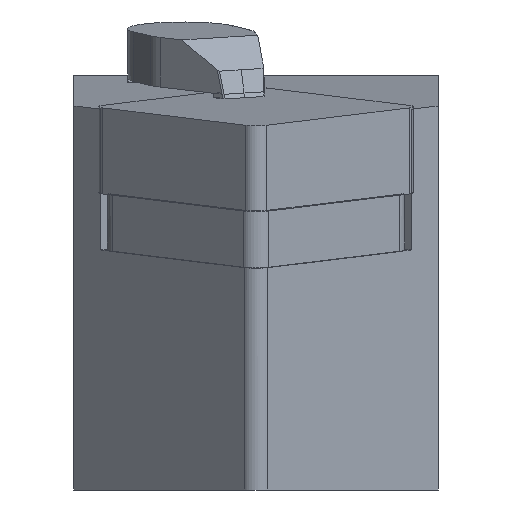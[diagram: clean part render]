
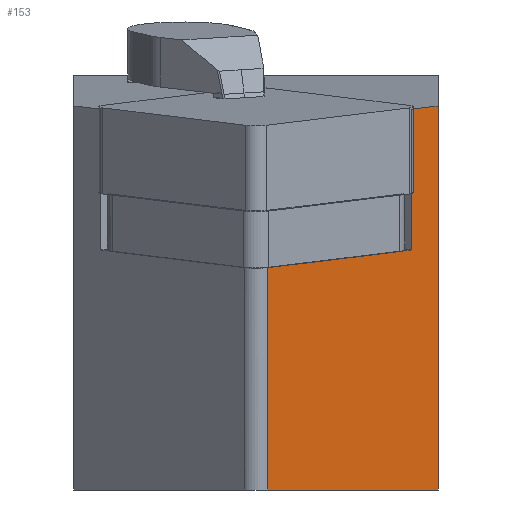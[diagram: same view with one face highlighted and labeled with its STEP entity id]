
A CAD part, left-side view. The second image highlights one B-rep face of the part: STEP entity #153.
In plain terms, the highlighted planar face has unit normal (-0.702, -0.707, -0.086).
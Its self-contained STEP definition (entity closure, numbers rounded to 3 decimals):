
#153=ADVANCED_FACE('',(#261),#211,.F.);
#211=PLANE('',#1291);
#261=FACE_OUTER_BOUND('',#323,.T.);
#323=EDGE_LOOP('',(#723,#724,#725,#726,#727,#728,#729));
#387=LINE('',#1742,#515);
#399=LINE('',#1768,#527);
#402=LINE('',#1782,#530);
#412=LINE('',#1802,#540);
#421=LINE('',#1819,#549);
#422=LINE('',#1821,#550);
#423=LINE('',#1823,#551);
#515=VECTOR('',#1415,1.);
#527=VECTOR('',#1433,1.);
#530=VECTOR('',#1448,1.);
#540=VECTOR('',#1462,1.);
#549=VECTOR('',#1475,1.);
#550=VECTOR('',#1476,1.);
#551=VECTOR('',#1477,1.);
#723=ORIENTED_EDGE('',*,*,#1087,.T.);
#724=ORIENTED_EDGE('',*,*,#1100,.F.);
#725=ORIENTED_EDGE('',*,*,#1126,.F.);
#726=ORIENTED_EDGE('',*,*,#1127,.T.);
#727=ORIENTED_EDGE('',*,*,#1128,.F.);
#728=ORIENTED_EDGE('',*,*,#1117,.F.);
#729=ORIENTED_EDGE('',*,*,#1107,.F.);
#971=VERTEX_POINT('',#1741);
#972=VERTEX_POINT('',#1743);
#982=VERTEX_POINT('',#1767);
#988=VERTEX_POINT('',#1783);
#996=VERTEX_POINT('',#1803);
#1002=VERTEX_POINT('',#1820);
#1003=VERTEX_POINT('',#1822);
#1087=EDGE_CURVE('',#972,#971,#387,.T.);
#1100=EDGE_CURVE('',#982,#971,#399,.T.);
#1107=EDGE_CURVE('',#972,#988,#402,.T.);
#1117=EDGE_CURVE('',#988,#996,#412,.T.);
#1126=EDGE_CURVE('',#1002,#982,#421,.T.);
#1127=EDGE_CURVE('',#1002,#1003,#422,.T.);
#1128=EDGE_CURVE('',#996,#1003,#423,.T.);
#1291=AXIS2_PLACEMENT_3D('',#1824,#1478,#1479);
#1415=DIRECTION('',(0.122,0.,-0.993));
#1433=DIRECTION('',(0.702,-0.707,0.086));
#1448=DIRECTION('',(0.702,-0.707,0.086));
#1462=DIRECTION('',(0.122,0.,-0.993));
#1475=DIRECTION('',(0.702,-0.707,0.086));
#1476=DIRECTION('',(0.122,0.,-0.993));
#1477=DIRECTION('',(-0.71,0.704,0.));
#1478=DIRECTION('',(0.702,0.707,0.086));
#1479=DIRECTION('',(-0.71,0.704,0.));
#1741=CARTESIAN_POINT('',(19.241,-37.041,-13.626));
#1742=CARTESIAN_POINT('',(16.804,-37.041,6.225));
#1743=CARTESIAN_POINT('',(17.344,-37.041,1.828));
#1767=CARTESIAN_POINT('',(18.449,-36.244,-13.723));
#1768=CARTESIAN_POINT('',(22.178,-40.,-13.265));
#1782=CARTESIAN_POINT('',(20.28,-40.,2.189));
#1783=CARTESIAN_POINT('',(20.28,-40.,2.189));
#1802=CARTESIAN_POINT('',(26.337,-40.,-47.141));
#1803=CARTESIAN_POINT('',(25.46,-40.,-40.));
#1819=CARTESIAN_POINT('',(22.178,-40.,-13.265));
#1820=CARTESIAN_POINT('',(3.59,-21.273,-15.547));
#1821=CARTESIAN_POINT('',(7.75,-21.273,-49.423));
#1822=CARTESIAN_POINT('',(6.593,-21.273,-40.));
#1823=CARTESIAN_POINT('',(25.902,-40.438,-40.));
#1824=CARTESIAN_POINT('',(26.337,-40.,-47.141));
